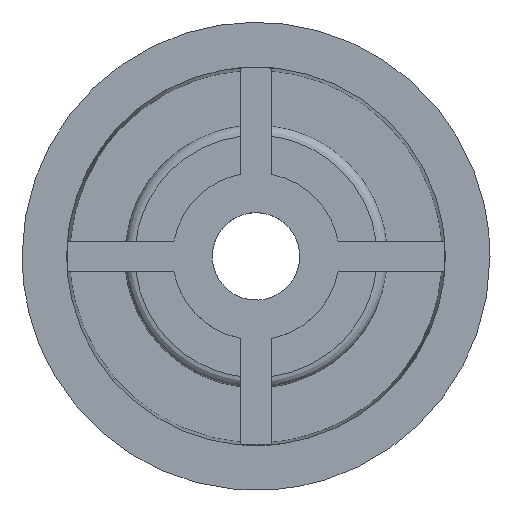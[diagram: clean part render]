
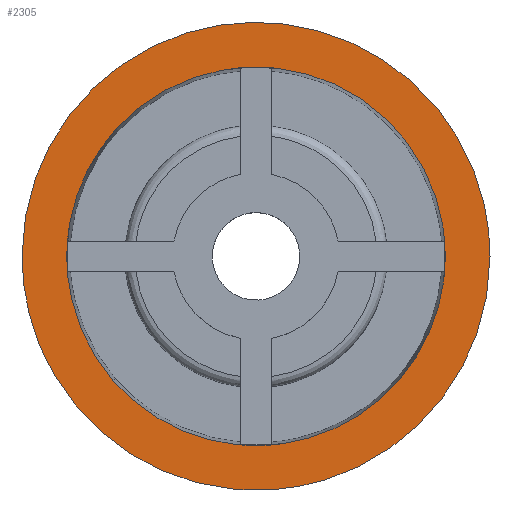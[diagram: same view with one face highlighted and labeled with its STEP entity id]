
A CAD part, top view. The second image highlights one B-rep face of the part: STEP entity #2305.
In plain terms, the highlighted free-form (B-spline) face has degree [1, 1] with [2, 2] control points.
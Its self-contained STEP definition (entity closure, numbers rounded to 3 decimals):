
#434=CARTESIAN_POINT('',(0.902,-11.465,11.5));
#435=VERTEX_POINT('',#434);
#436=CARTESIAN_POINT('',(-10.693,-4.231,11.5));
#437=VERTEX_POINT('',#436);
#438=CARTESIAN_POINT('',(0.902,-11.465,11.5));
#439=CARTESIAN_POINT('',(0.452,-11.5,11.5));
#440=CARTESIAN_POINT('',(0.0,-11.5,11.5));
#441=CARTESIAN_POINT('',(-7.817,-11.5,11.5));
#442=CARTESIAN_POINT('',(-10.693,-4.231,11.5));
#450=(BOUNDED_CURVE()B_SPLINE_CURVE(2,(#438,#439,#440,#441,#442),.UNSPECIFIED.,.F.,.U.)B_SPLINE_CURVE_WITH_KNOTS((3,2,3),(0.736,0.75,0.938),.UNSPECIFIED.)CURVE()GEOMETRIC_REPRESENTATION_ITEM()RATIONAL_B_SPLINE_CURVE((0.97,0.984,1.0,0.78,0.89))REPRESENTATION_ITEM(''));
#451=EDGE_CURVE('',#435,#437,#450,.T.);
#511=CARTESIAN_POINT('',(-11.5,0.0,11.5));
#512=VERTEX_POINT('',#511);
#513=CARTESIAN_POINT('',(-10.693,-4.231,11.5));
#514=CARTESIAN_POINT('',(-11.5,-2.192,11.5));
#515=CARTESIAN_POINT('',(-11.5,0.0,11.5));
#523=(BOUNDED_CURVE()B_SPLINE_CURVE(2,(#513,#514,#515),.UNSPECIFIED.,.F.,.U.)B_SPLINE_CURVE_WITH_KNOTS((3,3),(0.938,1.0),.UNSPECIFIED.)CURVE()GEOMETRIC_REPRESENTATION_ITEM()RATIONAL_B_SPLINE_CURVE((0.89,0.927,1.0))REPRESENTATION_ITEM(''));
#524=EDGE_CURVE('',#437,#512,#523,.T.);
#526=CARTESIAN_POINT('',(11.5,0.0,11.5));
#527=VERTEX_POINT('',#526);
#528=CARTESIAN_POINT('',(-11.5,0.0,11.5));
#529=CARTESIAN_POINT('',(-11.5,11.5,11.5));
#530=CARTESIAN_POINT('',(0.0,11.5,11.5));
#531=CARTESIAN_POINT('',(11.5,11.5,11.5));
#532=CARTESIAN_POINT('',(11.5,0.0,11.5));
#540=(BOUNDED_CURVE()B_SPLINE_CURVE(2,(#528,#529,#530,#531,#532),.UNSPECIFIED.,.F.,.U.)B_SPLINE_CURVE_WITH_KNOTS((3,2,3),(0.0,0.25,0.5),.UNSPECIFIED.)CURVE()GEOMETRIC_REPRESENTATION_ITEM()RATIONAL_B_SPLINE_CURVE((1.0,0.707,1.0,0.707,1.0))REPRESENTATION_ITEM(''));
#541=EDGE_CURVE('',#512,#527,#540,.T.);
#543=CARTESIAN_POINT('',(11.5,0.0,11.5));
#544=CARTESIAN_POINT('',(11.5,-10.63,11.5));
#545=CARTESIAN_POINT('',(0.902,-11.465,11.5));
#553=(BOUNDED_CURVE()B_SPLINE_CURVE(2,(#543,#544,#545),.UNSPECIFIED.,.F.,.U.)B_SPLINE_CURVE_WITH_KNOTS((3,3),(0.5,0.736),.UNSPECIFIED.)CURVE()GEOMETRIC_REPRESENTATION_ITEM()RATIONAL_B_SPLINE_CURVE((1.0,0.723,0.97))REPRESENTATION_ITEM(''));
#554=EDGE_CURVE('',#527,#435,#553,.T.);
#865=CARTESIAN_POINT('',(-7.033,-6.085,11.5));
#866=VERTEX_POINT('',#865);
#872=CARTESIAN_POINT('',(9.3,0.0,11.5));
#873=VERTEX_POINT('',#872);
#874=CARTESIAN_POINT('',(9.3,0.0,11.5));
#875=CARTESIAN_POINT('',(9.3,-9.3,11.5));
#876=CARTESIAN_POINT('',(0.0,-9.3,11.5));
#877=CARTESIAN_POINT('',(-4.251,-9.3,11.5));
#878=CARTESIAN_POINT('',(-7.033,-6.085,11.5));
#886=(BOUNDED_CURVE()B_SPLINE_CURVE(2,(#874,#875,#876,#877,#878),.UNSPECIFIED.,.F.,.U.)B_SPLINE_CURVE_WITH_KNOTS((3,2,3),(0.5,0.75,0.886),.UNSPECIFIED.)CURVE()GEOMETRIC_REPRESENTATION_ITEM()RATIONAL_B_SPLINE_CURVE((1.0,0.707,1.0,0.841,0.855))REPRESENTATION_ITEM(''));
#887=EDGE_CURVE('',#873,#866,#886,.T.);
#889=CARTESIAN_POINT('',(-6.857,6.283,11.5));
#890=VERTEX_POINT('',#889);
#891=CARTESIAN_POINT('',(-6.857,6.283,11.5));
#892=CARTESIAN_POINT('',(-4.092,9.3,11.5));
#893=CARTESIAN_POINT('',(0.0,9.3,11.5));
#894=CARTESIAN_POINT('',(9.3,9.3,11.5));
#895=CARTESIAN_POINT('',(9.3,0.0,11.5));
#903=(BOUNDED_CURVE()B_SPLINE_CURVE(2,(#891,#892,#893,#894,#895),.UNSPECIFIED.,.F.,.U.)B_SPLINE_CURVE_WITH_KNOTS((3,2,3),(0.118,0.25,0.5),.UNSPECIFIED.)CURVE()GEOMETRIC_REPRESENTATION_ITEM()RATIONAL_B_SPLINE_CURVE((0.854,0.846,1.0,0.707,1.0))REPRESENTATION_ITEM(''));
#904=EDGE_CURVE('',#890,#873,#903,.T.);
#1158=CARTESIAN_POINT('',(-9.3,0.0,11.5));
#1159=VERTEX_POINT('',#1158);
#1160=CARTESIAN_POINT('',(-9.3,0.0,11.5));
#1161=CARTESIAN_POINT('',(-9.3,3.617,11.5));
#1162=CARTESIAN_POINT('',(-6.857,6.283,11.5));
#1170=(BOUNDED_CURVE()B_SPLINE_CURVE(2,(#1160,#1161,#1162),.UNSPECIFIED.,.F.,.U.)B_SPLINE_CURVE_WITH_KNOTS((3,3),(0.0,0.118),.UNSPECIFIED.)CURVE()GEOMETRIC_REPRESENTATION_ITEM()RATIONAL_B_SPLINE_CURVE((1.0,0.861,0.854))REPRESENTATION_ITEM(''));
#1171=EDGE_CURVE('',#1159,#890,#1170,.T.);
#1173=CARTESIAN_POINT('',(-7.033,-6.085,11.5));
#1174=CARTESIAN_POINT('',(-9.3,-3.465,11.5));
#1175=CARTESIAN_POINT('',(-9.3,0.0,11.5));
#1183=(BOUNDED_CURVE()B_SPLINE_CURVE(2,(#1173,#1174,#1175),.UNSPECIFIED.,.F.,.U.)B_SPLINE_CURVE_WITH_KNOTS((3,3),(0.886,1.0),.UNSPECIFIED.)CURVE()GEOMETRIC_REPRESENTATION_ITEM()RATIONAL_B_SPLINE_CURVE((0.855,0.866,1.0))REPRESENTATION_ITEM(''));
#1184=EDGE_CURVE('',#866,#1159,#1183,.T.);
#2288=CARTESIAN_POINT('',(-12.649,-12.649,11.5));
#2289=CARTESIAN_POINT('',(12.649,-12.649,11.5));
#2290=CARTESIAN_POINT('',(-12.649,12.649,11.5));
#2291=CARTESIAN_POINT('',(12.649,12.649,11.5));
#2292=B_SPLINE_SURFACE_WITH_KNOTS('',1,1,((#2288,#2290),(#2289,#2291)),.UNSPECIFIED.,.F.,.F.,.U.,(2,2),(2,2),(0.0,25.298),(0.0,25.297),.UNSPECIFIED.);
#2293=ORIENTED_EDGE('',*,*,#524,.F.);
#2294=ORIENTED_EDGE('',*,*,#451,.F.);
#2295=ORIENTED_EDGE('',*,*,#554,.F.);
#2296=ORIENTED_EDGE('',*,*,#541,.F.);
#2297=EDGE_LOOP('',(#2293,#2294,#2295,#2296));
#2298=FACE_OUTER_BOUND('',#2297,.T.);
#2299=ORIENTED_EDGE('',*,*,#1171,.T.);
#2300=ORIENTED_EDGE('',*,*,#904,.T.);
#2301=ORIENTED_EDGE('',*,*,#887,.T.);
#2302=ORIENTED_EDGE('',*,*,#1184,.T.);
#2303=EDGE_LOOP('',(#2299,#2300,#2301,#2302));
#2304=FACE_BOUND('',#2303,.T.);
#2305=ADVANCED_FACE('',(#2298,#2304),#2292,.T.);
